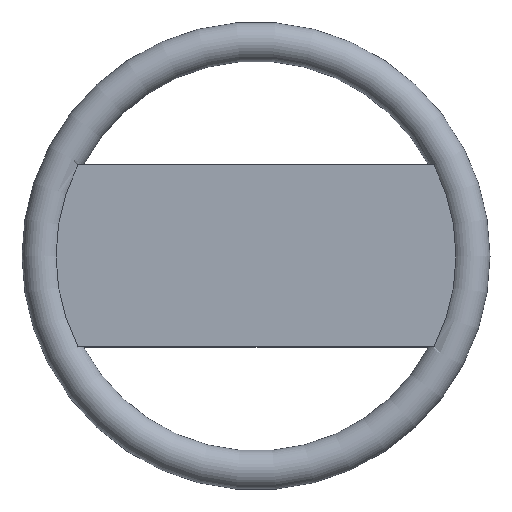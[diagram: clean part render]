
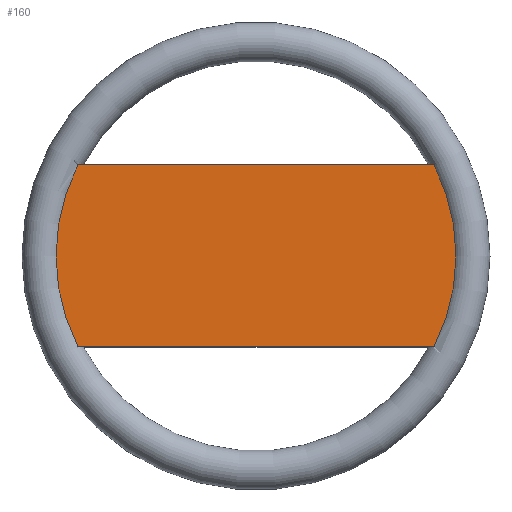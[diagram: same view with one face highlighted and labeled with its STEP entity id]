
A CAD part, top view. The second image highlights one B-rep face of the part: STEP entity #160.
In plain terms, the highlighted planar face has unit normal (0, 0, 1).
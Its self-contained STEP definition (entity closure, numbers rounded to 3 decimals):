
#23=CIRCLE('',#187,153.82);
#24=CIRCLE('',#188,153.82);
#25=CIRCLE('',#189,153.82);
#34=FACE_OUTER_BOUND('',#42,.T.);
#42=EDGE_LOOP('',(#125,#126,#127,#128,#129));
#45=LINE('',#276,#50);
#48=LINE('',#316,#53);
#50=VECTOR('',#199,10.);
#53=VECTOR('',#220,10.);
#66=VERTEX_POINT('',#264);
#67=VERTEX_POINT('',#275);
#73=VERTEX_POINT('',#303);
#75=VERTEX_POINT('',#315);
#77=VERTEX_POINT('',#350);
#82=EDGE_CURVE('',#67,#66,#45,.T.);
#92=EDGE_CURVE('',#75,#73,#48,.T.);
#96=EDGE_CURVE('',#67,#73,#23,.T.);
#97=EDGE_CURVE('',#77,#66,#24,.T.);
#98=EDGE_CURVE('',#75,#77,#25,.T.);
#125=ORIENTED_EDGE('',*,*,#96,.F.);
#126=ORIENTED_EDGE('',*,*,#82,.T.);
#127=ORIENTED_EDGE('',*,*,#97,.F.);
#128=ORIENTED_EDGE('',*,*,#98,.F.);
#129=ORIENTED_EDGE('',*,*,#92,.T.);
#154=PLANE('',#186);
#160=ADVANCED_FACE('',(#34),#154,.T.);
#186=AXIS2_PLACEMENT_3D('',#348,#221,#222);
#187=AXIS2_PLACEMENT_3D('',#349,#223,#224);
#188=AXIS2_PLACEMENT_3D('',#351,#225,#226);
#189=AXIS2_PLACEMENT_3D('',#352,#227,#228);
#199=DIRECTION('',(-1.,0.,0.));
#220=DIRECTION('',(1.,0.,0.));
#221=DIRECTION('center_axis',(0.,0.,1.));
#222=DIRECTION('ref_axis',(1.,0.,0.));
#223=DIRECTION('center_axis',(0.,0.,-1.));
#224=DIRECTION('ref_axis',(1.,0.,0.));
#225=DIRECTION('center_axis',(0.,0.,-1.));
#226=DIRECTION('ref_axis',(1.,0.,0.));
#227=DIRECTION('center_axis',(0.,0.,-1.));
#228=DIRECTION('ref_axis',(1.,0.,0.));
#264=CARTESIAN_POINT('',(1063.031,-30.,10.));
#275=CARTESIAN_POINT('',(1336.969,-30.,10.));
#276=CARTESIAN_POINT('',(1365.831,-30.,10.));
#303=CARTESIAN_POINT('',(1336.969,-170.,10.));
#315=CARTESIAN_POINT('',(1063.031,-170.,10.));
#316=CARTESIAN_POINT('',(1034.169,-170.,10.));
#348=CARTESIAN_POINT('Origin',(1200.,-100.,10.));
#349=CARTESIAN_POINT('Origin',(1200.,-100.,10.));
#350=CARTESIAN_POINT('',(1046.18,-100.,10.));
#351=CARTESIAN_POINT('Origin',(1200.,-100.,10.));
#352=CARTESIAN_POINT('Origin',(1200.,-100.,10.));
